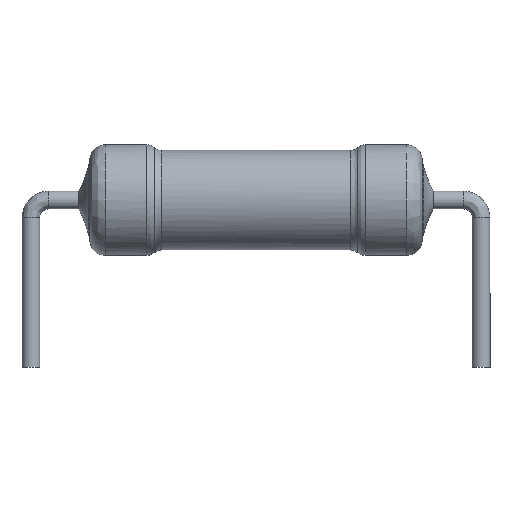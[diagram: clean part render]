
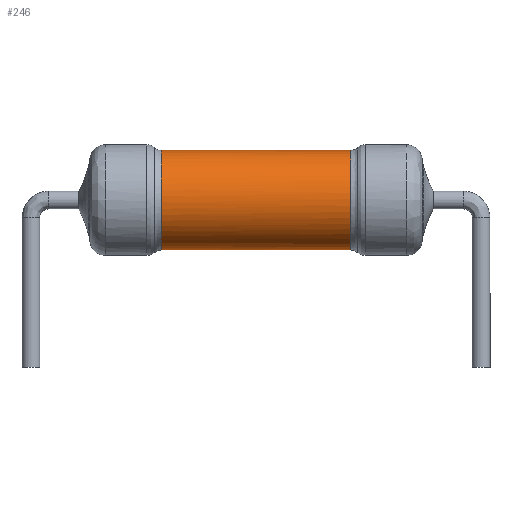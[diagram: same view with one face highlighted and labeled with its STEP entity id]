
A CAD part, top view. The second image highlights one B-rep face of the part: STEP entity #246.
In plain terms, the highlighted cylindrical face has radius 2.25 mm (diameter 4.5 mm), a partial arc.
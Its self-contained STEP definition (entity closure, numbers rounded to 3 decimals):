
#12 = CARTESIAN_POINT ( 'NONE',  ( 7.25, 0.303, -4.272 ) ) ;
#22 = CARTESIAN_POINT ( 'NONE',  ( 3.602, 1.791, -4.273 ) ) ;
#47 = ORIENTED_EDGE ( 'NONE', *, *, #1109, .T. ) ;
#86 = CARTESIAN_POINT ( 'NONE',  ( 7.25, 0.004, 0. ) ) ;
#90 = VERTEX_POINT ( 'NONE', #367 ) ;
#92 = CARTESIAN_POINT ( 'NONE',  ( 2.764, 0.297, 4.272 ) ) ;
#103 = CARTESIAN_POINT ( 'NONE',  ( 6.789, 1.401, 4.273 ) ) ;
#224 = VERTEX_POINT ( 'NONE', #552 ) ;
#232 = B_SPLINE_CURVE_WITH_KNOTS ( 'NONE', 3,
 ( #1268, #12, #2004, #517, #2252, #765, #2499, #1020, #2741, #1280, #2991, #1527, #22, #1760, #266, #2013, #527, #2259, #779, #2510 ),
 .UNSPECIFIED., .F., .F.,
 ( 4, 2, 2, 2, 2, 2, 2, 2, 2, 4 ),
 ( 0.508, 0.57, 0.633, 0.695, 0.758, 0.82, 0.883, 0.945, 0.976, 1.008 ),
 .UNSPECIFIED. ) ;
#246 = ADVANCED_FACE ( 'NONE', ( #1553 ), #1908, .T. ) ;
#255 = LINE ( 'NONE', #2714, #1605 ) ;
#266 = CARTESIAN_POINT ( 'NONE',  ( 3.029, 1.127, -4.273 ) ) ;
#269 = ORIENTED_EDGE ( 'NONE', *, *, #1805, .T. ) ;
#287 = CARTESIAN_POINT ( 'NONE',  ( 2.75, 0.004, 4.272 ) ) ;
#338 = DIRECTION ( 'NONE',  ( 0., 0., 1. ) ) ;
#347 = CARTESIAN_POINT ( 'NONE',  ( 2.863, 0.722, 4.272 ) ) ;
#358 = CARTESIAN_POINT ( 'NONE',  ( 7.132, 0.738, 4.272 ) ) ;
#367 = CARTESIAN_POINT ( 'NONE',  ( 2.75, 0.004, -4.272 ) ) ;
#517 = CARTESIAN_POINT ( 'NONE',  ( 6.959, 1.15, -4.273 ) ) ;
#527 = CARTESIAN_POINT ( 'NONE',  ( 2.821, 0.583, -4.272 ) ) ;
#552 = CARTESIAN_POINT ( 'NONE',  ( 7.25, 0.004, -4.272 ) ) ;
#604 = CARTESIAN_POINT ( 'NONE',  ( 3.191, 1.374, 4.273 ) ) ;
#614 = CARTESIAN_POINT ( 'NONE',  ( 7.22, 0.376, 4.272 ) ) ;
#676 = B_SPLINE_CURVE_WITH_KNOTS ( 'NONE', 3,
 ( #2822, #2314, #92, #1845, #347, #2090, #604, #2340, #858, #2592, #1103, #2833, #1363, #3076, #1604, #103, #1857, #358, #2100, #614, #2353, #869, #2601, #1114 ),
 .UNSPECIFIED., .F., .F.,
 ( 4, 2, 2, 2, 2, 2, 2, 2, 2, 2, 2, 4 ),
 ( 0.993, 1.024, 1.055, 1.118, 1.18, 1.243, 1.305, 1.368, 1.43, 1.461, 1.477, 1.492 ),
 .UNSPECIFIED. ) ;
#765 = CARTESIAN_POINT ( 'NONE',  ( 6.365, 1.817, -4.273 ) ) ;
#779 = CARTESIAN_POINT ( 'NONE',  ( 2.75, 0.155, -4.272 ) ) ;
#802 = EDGE_CURVE ( 'NONE', #224, #2712, #1223, .T. ) ;
#823 = CARTESIAN_POINT ( 'NONE',  ( 5., 0.004, 0. ) ) ;
#858 = CARTESIAN_POINT ( 'NONE',  ( 3.848, 1.958, 4.273 ) ) ;
#869 = CARTESIAN_POINT ( 'NONE',  ( 7.246, 0.153, 4.272 ) ) ;
#989 = VERTEX_POINT ( 'NONE', #287 ) ;
#1020 = CARTESIAN_POINT ( 'NONE',  ( 5.564, 2.202, -4.273 ) ) ;
#1103 = CARTESIAN_POINT ( 'NONE',  ( 4.68, 2.25, 4.273 ) ) ;
#1109 = EDGE_CURVE ( 'NONE', #90, #989, #255, .T. ) ;
#1114 = CARTESIAN_POINT ( 'NONE',  ( 7.25, 0.004, 4.272 ) ) ;
#1126 = EDGE_LOOP ( 'NONE', ( #2064, #47, #269, #1960 ) ) ;
#1223 = LINE ( 'NONE', #86, #1790 ) ;
#1268 = CARTESIAN_POINT ( 'NONE',  ( 7.25, 0.004, -4.272 ) ) ;
#1280 = CARTESIAN_POINT ( 'NONE',  ( 4.68, 2.25, -4.273 ) ) ;
#1363 = CARTESIAN_POINT ( 'NONE',  ( 5.564, 2.202, 4.273 ) ) ;
#1519 = DIRECTION ( 'NONE',  ( 0., 0., 1. ) ) ;
#1527 = CARTESIAN_POINT ( 'NONE',  ( 3.848, 1.959, -4.273 ) ) ;
#1553 = FACE_OUTER_BOUND ( 'NONE', #1126, .T. ) ;
#1604 = CARTESIAN_POINT ( 'NONE',  ( 6.365, 1.817, 4.273 ) ) ;
#1605 = VECTOR ( 'NONE', #1519, 1000. ) ;
#1760 = CARTESIAN_POINT ( 'NONE',  ( 3.192, 1.375, -4.273 ) ) ;
#1790 = VECTOR ( 'NONE', #338, 1000. ) ;
#1805 = EDGE_CURVE ( 'NONE', #989, #2712, #676, .T. ) ;
#1845 = CARTESIAN_POINT ( 'NONE',  ( 2.821, 0.582, 4.272 ) ) ;
#1857 = CARTESIAN_POINT ( 'NONE',  ( 6.959, 1.15, 4.273 ) ) ;
#1858 = CARTESIAN_POINT ( 'NONE',  ( 7.25, 0.004, 4.272 ) ) ;
#1908 = CYLINDRICAL_SURFACE ( 'NONE', #2411, 2.25 ) ;
#1960 = ORIENTED_EDGE ( 'NONE', *, *, #802, .F. ) ;
#2004 = CARTESIAN_POINT ( 'NONE',  ( 7.19, 0.601, -4.272 ) ) ;
#2013 = CARTESIAN_POINT ( 'NONE',  ( 2.863, 0.723, -4.272 ) ) ;
#2064 = ORIENTED_EDGE ( 'NONE', *, *, #2798, .T. ) ;
#2090 = CARTESIAN_POINT ( 'NONE',  ( 3.028, 1.126, 4.273 ) ) ;
#2100 = CARTESIAN_POINT ( 'NONE',  ( 7.176, 0.595, 4.272 ) ) ;
#2252 = CARTESIAN_POINT ( 'NONE',  ( 6.789, 1.401, -4.273 ) ) ;
#2259 = CARTESIAN_POINT ( 'NONE',  ( 2.765, 0.299, -4.272 ) ) ;
#2289 = DIRECTION ( 'NONE',  ( 0., 0., 1. ) ) ;
#2314 = CARTESIAN_POINT ( 'NONE',  ( 2.75, 0.153, 4.272 ) ) ;
#2340 = CARTESIAN_POINT ( 'NONE',  ( 3.601, 1.79, 4.273 ) ) ;
#2353 = CARTESIAN_POINT ( 'NONE',  ( 7.231, 0.302, 4.272 ) ) ;
#2411 = AXIS2_PLACEMENT_3D ( 'NONE', #823, #2289, #2555 ) ;
#2499 = CARTESIAN_POINT ( 'NONE',  ( 6.113, 1.982, -4.273 ) ) ;
#2510 = CARTESIAN_POINT ( 'NONE',  ( 2.75, 0.004, -4.272 ) ) ;
#2555 = DIRECTION ( 'NONE',  ( 1., 0., 0. ) ) ;
#2592 = CARTESIAN_POINT ( 'NONE',  ( 4.387, 2.189, 4.273 ) ) ;
#2601 = CARTESIAN_POINT ( 'NONE',  ( 7.25, 0.076, 4.272 ) ) ;
#2712 = VERTEX_POINT ( 'NONE', #1858 ) ;
#2714 = CARTESIAN_POINT ( 'NONE',  ( 2.75, 0.004, 0. ) ) ;
#2741 = CARTESIAN_POINT ( 'NONE',  ( 5.269, 2.257, -4.273 ) ) ;
#2798 = EDGE_CURVE ( 'NONE', #224, #90, #232, .T. ) ;
#2822 = CARTESIAN_POINT ( 'NONE',  ( 2.75, 0.004, 4.272 ) ) ;
#2833 = CARTESIAN_POINT ( 'NONE',  ( 5.269, 2.257, 4.273 ) ) ;
#2991 = CARTESIAN_POINT ( 'NONE',  ( 4.387, 2.189, -4.273 ) ) ;
#3076 = CARTESIAN_POINT ( 'NONE',  ( 6.113, 1.982, 4.273 ) ) ;
